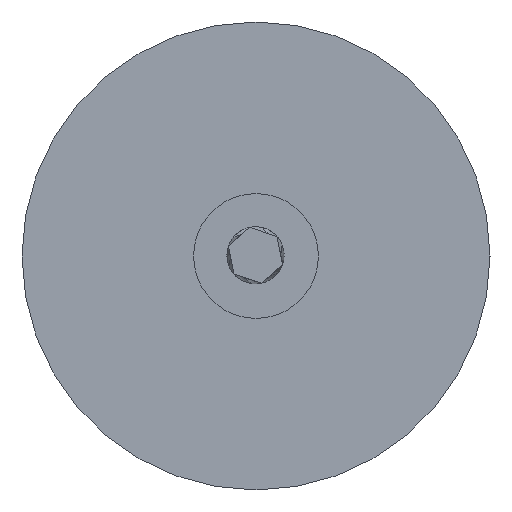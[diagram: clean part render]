
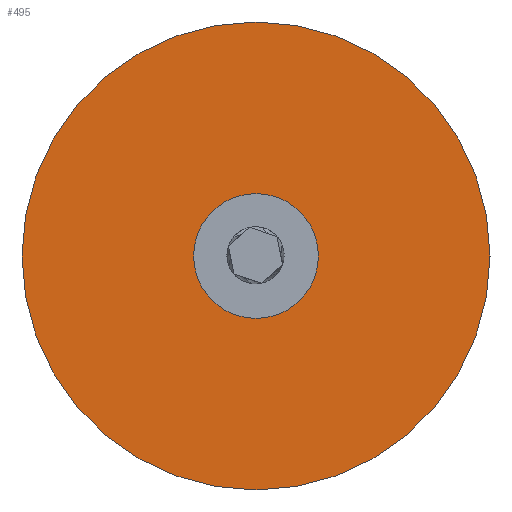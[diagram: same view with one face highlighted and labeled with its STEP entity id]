
A CAD part, front view. The second image highlights one B-rep face of the part: STEP entity #495.
In plain terms, the highlighted planar face has unit normal (0, -1, 0).
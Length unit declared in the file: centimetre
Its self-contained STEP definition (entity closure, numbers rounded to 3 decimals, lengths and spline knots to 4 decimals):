
#20=FACE_BOUND('',#107,.T.);
#25=CIRCLE('',#514,1.2);
#28=CIRCLE('',#519,4.5);
#33=PLANE('',#520);
#69=FACE_OUTER_BOUND('',#106,.T.);
#106=EDGE_LOOP('',(#428));
#107=EDGE_LOOP('',(#429));
#211=VERTEX_POINT('',#1455);
#214=VERTEX_POINT('',#1464);
#281=EDGE_CURVE('',#211,#211,#25,.T.);
#286=EDGE_CURVE('',#214,#214,#28,.T.);
#428=ORIENTED_EDGE('',*,*,#286,.T.);
#429=ORIENTED_EDGE('',*,*,#281,.T.);
#495=ADVANCED_FACE('',(#69,#20),#33,.T.);
#514=AXIS2_PLACEMENT_3D('',#1456,#531,#532);
#519=AXIS2_PLACEMENT_3D('',#1466,#543,#544);
#520=AXIS2_PLACEMENT_3D('',#1467,#545,#546);
#531=DIRECTION('center_axis',(0.,1.,0.));
#532=DIRECTION('ref_axis',(0.,0.,1.));
#543=DIRECTION('center_axis',(0.,-1.,0.));
#544=DIRECTION('ref_axis',(1.,0.,0.));
#545=DIRECTION('center_axis',(0.,-1.,0.));
#546=DIRECTION('ref_axis',(-1.,0.,0.));
#1455=CARTESIAN_POINT('',(0.,4.1,-1.2));
#1456=CARTESIAN_POINT('Origin',(0.,4.1,0.));
#1464=CARTESIAN_POINT('',(-4.5,4.1,0.));
#1466=CARTESIAN_POINT('Origin',(0.,4.1,0.));
#1467=CARTESIAN_POINT('Origin',(0.,4.1,0.));
